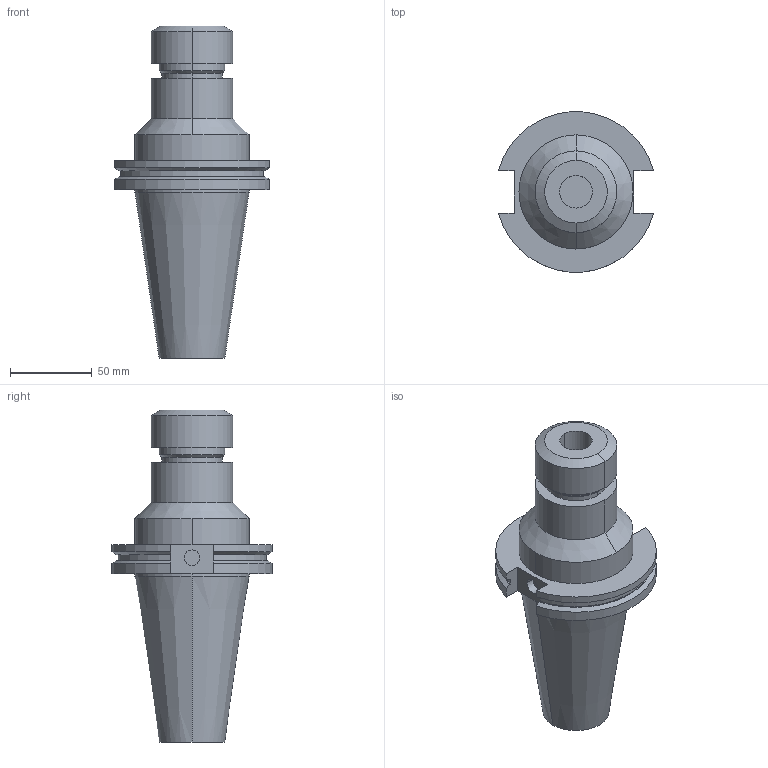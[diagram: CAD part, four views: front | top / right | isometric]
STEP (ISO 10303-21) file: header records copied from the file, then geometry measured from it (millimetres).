
FILE_DESCRIPTION (( 'STEP AP203' ), '1' );
FILE_NAME ('STP-47.122.32.400.STEP', '2018-04-18T07:32:31', ( '' ), ( '' ), 'SwSTEP 2.0', 'SolidWorks 2015', '' );
FILE_SCHEMA (( 'CONFIG_CONTROL_DESIGN' ));
Length unit declared in the file: millimetre
Products named in the file (1): STP-47.122.32.400
Bounding box: 94.95 x 98.05 x 203.2 mm (x, y, z)
Volume: 517166 mm3; surface area: 58778 mm2
Topology: 1 solids, 1 shells, 65 faces, 150 edges, 93 vertices
Faces by surface type: cylinder 28, plane 19, cone 18
Entity records: 1919 total; most frequent: DIRECTION 340, CARTESIAN_POINT 331, ORIENTED_EDGE 296, EDGE_CURVE 148, AXIS2_PLACEMENT_3D 134, VERTEX_POINT 93, EDGE_LOOP 73, VECTOR 72
